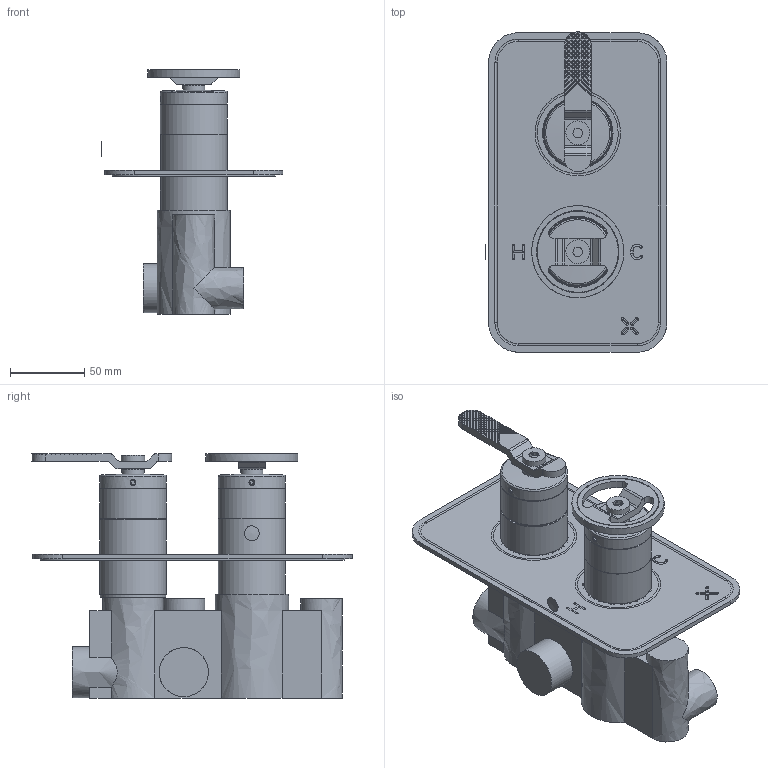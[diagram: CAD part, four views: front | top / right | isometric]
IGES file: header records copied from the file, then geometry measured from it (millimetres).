
Global section: file name: KUL112CCXIN_1_assieme; native system: Autodesk Inventor 2016; preprocessor: unknown; author: M. Vivenzi; date: 20180920.163113; units: millimetre
Bounding box: 122.38 x 215.5 x 164.5 mm (x, y, z)
Volume: 610950.9 mm3; surface area: 192157.3 mm2
Topology: 27 solids, 27 shells, 1731 faces, 4283 edges, 2674 vertices
Faces by surface type: bspline 1731
